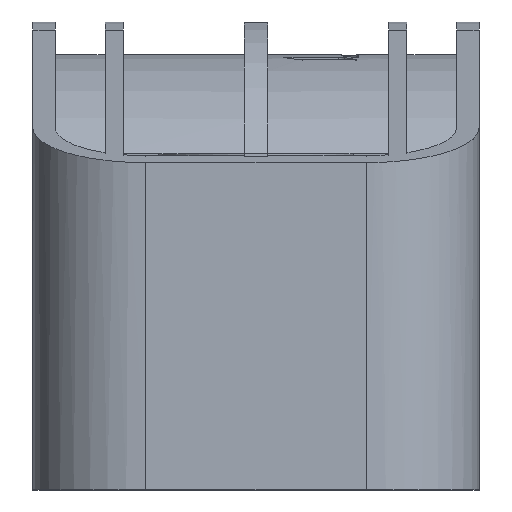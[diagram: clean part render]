
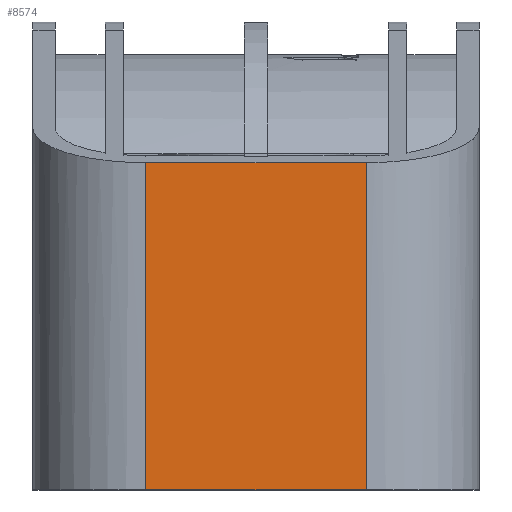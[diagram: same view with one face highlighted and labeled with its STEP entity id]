
A CAD part, front view. The second image highlights one B-rep face of the part: STEP entity #8574.
In plain terms, the highlighted planar face has unit normal (0, -1, 0).
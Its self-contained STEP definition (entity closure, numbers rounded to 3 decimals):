
#4203=CARTESIAN_POINT('',(-120.29,-30.388,43.5));
#4208=CARTESIAN_POINT('',(-149.59,-30.388,43.5));
#4809=DIRECTION('',(0.,0.,-1.));
#4810=VECTOR('',#4809,43.5);
#4811=CARTESIAN_POINT('',(-149.59,-30.388,43.5));
#4812=LINE('',#4811,#4810);
#4838=DIRECTION('',(1.,0.,0.));
#4839=VECTOR('',#4838,29.3);
#4840=CARTESIAN_POINT('',(-149.59,-30.388,43.5));
#4841=LINE('',#4840,#4839);
#4867=DIRECTION('',(0.,0.,1.));
#4868=VECTOR('',#4867,43.5);
#4869=CARTESIAN_POINT('',(-120.29,-30.388,
0.));
#4870=LINE('',#4869,#4868);
#4928=DIRECTION('',(1.,0.,0.));
#4929=VECTOR('',#4928,29.3);
#4930=CARTESIAN_POINT('',(-149.59,-30.388,
0.));
#4931=LINE('',#4930,#4929);
#6840=VERTEX_POINT('',#4208);
#6841=CARTESIAN_POINT('',(-149.59,-30.388,
0.));
#6842=VERTEX_POINT('',#6841);
#6853=VERTEX_POINT('',#4203);
#7027=CARTESIAN_POINT('',(-120.29,-30.388,
0.));
#7028=VERTEX_POINT('',#7027);
#8561=CARTESIAN_POINT('',(-105.29,-30.388,0.));
#8562=DIRECTION('',(0.,-1.,0.));
#8563=DIRECTION('',(-1.,0.,0.));
#8564=AXIS2_PLACEMENT_3D('',#8561,#8562,#8563);
#8565=PLANE('',#8564);
#8566=ORIENTED_EDGE('',*,*,#7967,.T.);
#8568=ORIENTED_EDGE('',*,*,#8567,.F.);
#8570=ORIENTED_EDGE('',*,*,#8569,.F.);
#8571=ORIENTED_EDGE('',*,*,#8542,.F.);
#8572=EDGE_LOOP('',(#8566,#8568,#8570,#8571));
#8573=FACE_OUTER_BOUND('',#8572,.F.);
#7967=EDGE_CURVE('',#6840,#6853,#4841,.T.);
#8542=EDGE_CURVE('',#6840,#6842,#4812,.T.);
#8567=EDGE_CURVE('',#7028,#6853,#4870,.T.);
#8569=EDGE_CURVE('',#6842,#7028,#4931,.T.);
#8574=ADVANCED_FACE('',(#8573),#8565,.T.);
